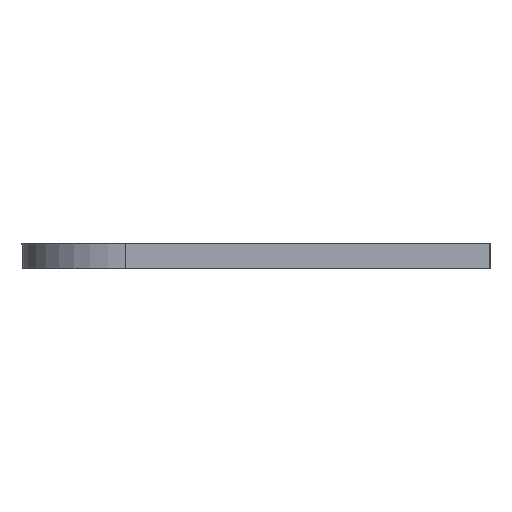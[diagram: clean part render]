
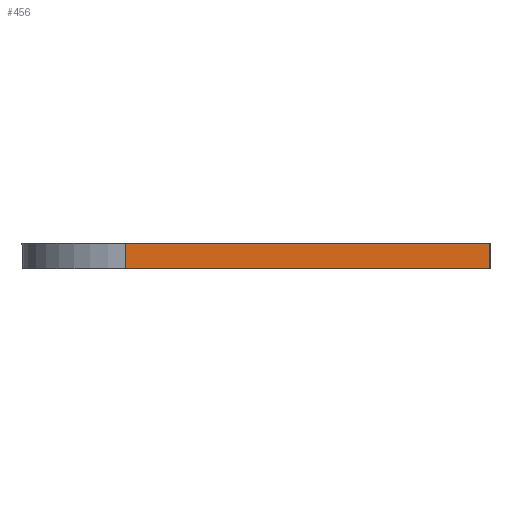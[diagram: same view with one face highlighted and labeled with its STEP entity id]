
A CAD part, left-side view. The second image highlights one B-rep face of the part: STEP entity #456.
In plain terms, the highlighted planar face has unit normal (-1, 0, 0).
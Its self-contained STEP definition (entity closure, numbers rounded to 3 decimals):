
#243=CARTESIAN_POINT('',(-40.0,0.0,-0.5));
#244=VERTEX_POINT('',#243);
#251=CARTESIAN_POINT('',(-40.0,14.,-0.5));
#252=VERTEX_POINT('',#251);
#253=CARTESIAN_POINT('',(-40.0,14.,-0.5));
#254=DIRECTION('',(0.0,-1.0,0.0));
#255=VECTOR('',#254,14.);
#256=LINE('',#253,#255);
#257=EDGE_CURVE('',#252,#244,#256,.T.);
#275=CARTESIAN_POINT('',(-40.0,14.,0.5));
#276=VERTEX_POINT('',#275);
#286=CARTESIAN_POINT('',(-40.0,14.,-0.5));
#287=DIRECTION('',(0.0,0.0,1.0));
#288=VECTOR('',#287,1.0);
#289=LINE('',#286,#288);
#290=EDGE_CURVE('',#252,#276,#289,.T.);
#303=CARTESIAN_POINT('',(-40.0,0.0,0.5));
#304=VERTEX_POINT('',#303);
#305=CARTESIAN_POINT('',(-40.0,0.0,0.5));
#306=DIRECTION('',(0.0,1.0,0.0));
#307=VECTOR('',#306,14.);
#308=LINE('',#305,#307);
#309=EDGE_CURVE('',#304,#276,#308,.T.);
#440=CARTESIAN_POINT('',(-40.0,0.0,0.0));
#441=DIRECTION('',(-1.0,0.0,0.0));
#442=DIRECTION('',(0.0,0.0,1.0));
#443=AXIS2_PLACEMENT_3D('',#440,#441,#442);
#444=PLANE('',#443);
#445=ORIENTED_EDGE('',*,*,#290,.F.);
#446=ORIENTED_EDGE('',*,*,#257,.T.);
#447=CARTESIAN_POINT('',(-40.0,0.0,0.5));
#448=DIRECTION('',(0.0,0.0,-1.0));
#449=VECTOR('',#448,1.0);
#450=LINE('',#447,#449);
#451=EDGE_CURVE('',#304,#244,#450,.T.);
#452=ORIENTED_EDGE('',*,*,#451,.F.);
#453=ORIENTED_EDGE('',*,*,#309,.T.);
#454=EDGE_LOOP('',(#445,#446,#452,#453));
#455=FACE_OUTER_BOUND('',#454,.T.);
#456=ADVANCED_FACE('',(#455),#444,.T.);
